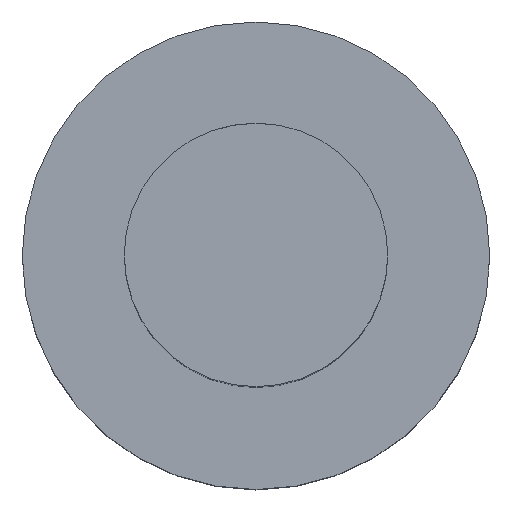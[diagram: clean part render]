
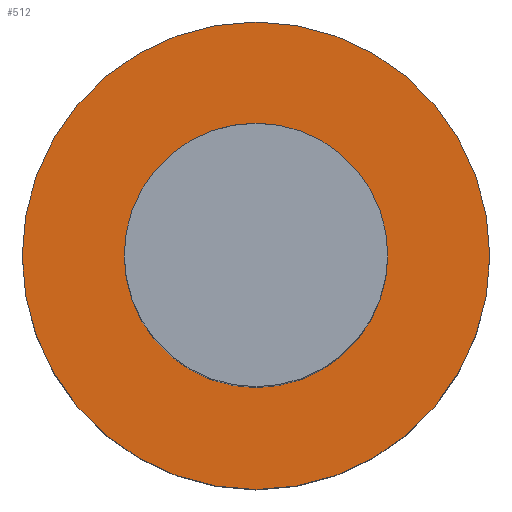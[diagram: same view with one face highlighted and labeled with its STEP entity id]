
A CAD part, top view. The second image highlights one B-rep face of the part: STEP entity #512.
In plain terms, the highlighted planar face has unit normal (0, 0, 1).
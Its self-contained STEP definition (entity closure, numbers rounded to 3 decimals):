
#25 = FACE_OUTER_BOUND ( 'NONE', #67, .T. ) ;
#35 = DIRECTION ( 'NONE',  ( 0., 0., 1. ) ) ;
#37 = CARTESIAN_POINT ( 'NONE',  ( 10.888, 0., 20. ) ) ;
#43 = VERTEX_POINT ( 'NONE', #415 ) ;
#50 = ORIENTED_EDGE ( 'NONE', *, *, #131, .T. ) ;
#67 = EDGE_LOOP ( 'NONE', ( #241, #50 ) ) ;
#69 = AXIS2_PLACEMENT_3D ( 'NONE', #209, #35, #334 ) ;
#71 = CARTESIAN_POINT ( 'NONE',  ( 0., 0., 20. ) ) ;
#72 = AXIS2_PLACEMENT_3D ( 'NONE', #364, #257, #160 ) ;
#131 = EDGE_CURVE ( 'NONE', #352, #43, #475, .T. ) ;
#156 = ORIENTED_EDGE ( 'NONE', *, *, #365, .F. ) ;
#157 = DIRECTION ( 'NONE',  ( 0., 0., 1. ) ) ;
#160 = DIRECTION ( 'NONE',  ( 1., 0., 0. ) ) ;
#187 = VERTEX_POINT ( 'NONE', #37 ) ;
#205 = EDGE_LOOP ( 'NONE', ( #612, #156 ) ) ;
#209 = CARTESIAN_POINT ( 'NONE',  ( 0., 0., 20. ) ) ;
#241 = ORIENTED_EDGE ( 'NONE', *, *, #487, .T. ) ;
#253 = PLANE ( 'NONE',  #506 ) ;
#257 = DIRECTION ( 'NONE',  ( 0., 0., 1. ) ) ;
#288 = DIRECTION ( 'NONE',  ( 1., 0., 0. ) ) ;
#308 = CARTESIAN_POINT ( 'NONE',  ( 0., 0., 20. ) ) ;
#326 = CIRCLE ( 'NONE', #597, 19.319 ) ;
#334 = DIRECTION ( 'NONE',  ( 1., 0., 0. ) ) ;
#340 = AXIS2_PLACEMENT_3D ( 'NONE', #525, #576, #288 ) ;
#352 = VERTEX_POINT ( 'NONE', #531 ) ;
#364 = CARTESIAN_POINT ( 'NONE',  ( 0., 0., 20. ) ) ;
#365 = EDGE_CURVE ( 'NONE', #187, #469, #508, .T. ) ;
#415 = CARTESIAN_POINT ( 'NONE',  ( -19.319, 0., 20. ) ) ;
#469 = VERTEX_POINT ( 'NONE', #492 ) ;
#474 = FACE_BOUND ( 'NONE', #205, .T. ) ;
#475 = CIRCLE ( 'NONE', #69, 19.319 ) ;
#487 = EDGE_CURVE ( 'NONE', #43, #352, #326, .T. ) ;
#492 = CARTESIAN_POINT ( 'NONE',  ( -10.888, 0., 20. ) ) ;
#500 = EDGE_CURVE ( 'NONE', #469, #187, #593, .T. ) ;
#506 = AXIS2_PLACEMENT_3D ( 'NONE', #308, #157, #595 ) ;
#508 = CIRCLE ( 'NONE', #340, 10.888 ) ;
#512 = ADVANCED_FACE ( 'NONE', ( #25, #474 ), #253, .T. ) ;
#525 = CARTESIAN_POINT ( 'NONE',  ( 0., 0., 20. ) ) ;
#531 = CARTESIAN_POINT ( 'NONE',  ( 19.319, 0., 20. ) ) ;
#545 = DIRECTION ( 'NONE',  ( 1., 0., 0. ) ) ;
#554 = DIRECTION ( 'NONE',  ( 0., 0., 1. ) ) ;
#576 = DIRECTION ( 'NONE',  ( 0., 0., 1. ) ) ;
#593 = CIRCLE ( 'NONE', #72, 10.888 ) ;
#595 = DIRECTION ( 'NONE',  ( 1., 0., 0. ) ) ;
#597 = AXIS2_PLACEMENT_3D ( 'NONE', #71, #554, #545 ) ;
#612 = ORIENTED_EDGE ( 'NONE', *, *, #500, .F. ) ;
